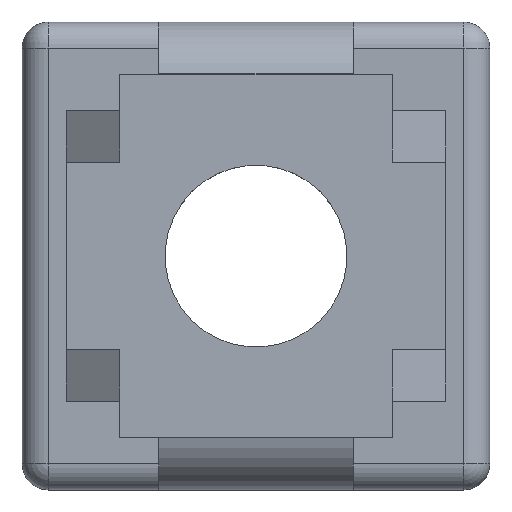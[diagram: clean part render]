
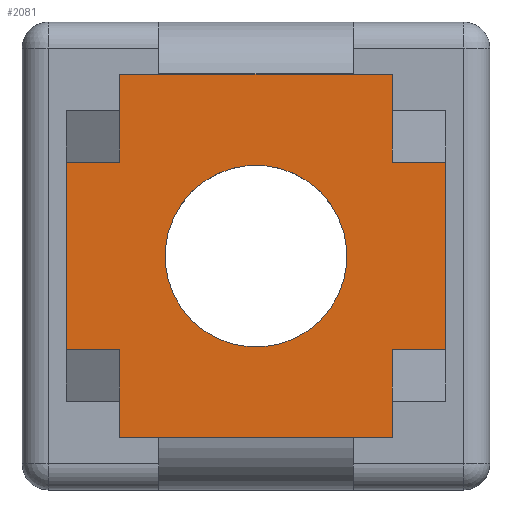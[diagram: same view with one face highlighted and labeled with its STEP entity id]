
A CAD part, top view. The second image highlights one B-rep face of the part: STEP entity #2081.
In plain terms, the highlighted planar face has unit normal (0, 0, 1).
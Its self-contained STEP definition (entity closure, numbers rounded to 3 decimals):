
#1895=CARTESIAN_POINT('',(-21.516,-0.,0.693));
#1896=DIRECTION('',(0.,0.,1.));
#1897=DIRECTION('',(-1.,0.,0.));
#1898=AXIS2_PLACEMENT_3D('',#1895,#1896,#1897);
#1899=PLANE('',#1898);
#1900=CARTESIAN_POINT('',(-14.016,-7.,0.693));
#1901=VERTEX_POINT('',#1900);
#1902=CARTESIAN_POINT('',(-15.266,-7.,0.693));
#1903=VERTEX_POINT('',#1902);
#1904=CARTESIAN_POINT('',(-14.016,-7.,0.693));
#1905=DIRECTION('',(-1.,0.,0.));
#1906=VECTOR('',#1905,1.25);
#1907=LINE('',#1904,#1906);
#1908=EDGE_CURVE('',#1901,#1903,#1907,.T.);
#1909=ORIENTED_EDGE('',*,*,#1908,.F.);
#1910=CARTESIAN_POINT('',(-10.016,-7.,0.693));
#1911=VERTEX_POINT('',#1910);
#1912=CARTESIAN_POINT('',(-10.016,-7.,0.693));
#1913=DIRECTION('',(-1.,0.,0.));
#1914=VECTOR('',#1913,4.);
#1915=LINE('',#1912,#1914);
#1916=EDGE_CURVE('',#1911,#1901,#1915,.T.);
#1917=ORIENTED_EDGE('',*,*,#1916,.F.);
#1918=CARTESIAN_POINT('',(-6.016,-7.,0.693));
#1919=VERTEX_POINT('',#1918);
#1920=CARTESIAN_POINT('',(-6.016,-7.,0.693));
#1921=DIRECTION('',(-1.,0.,0.));
#1922=VECTOR('',#1921,4.);
#1923=LINE('',#1920,#1922);
#1924=EDGE_CURVE('',#1919,#1911,#1923,.T.);
#1925=ORIENTED_EDGE('',*,*,#1924,.F.);
#1926=CARTESIAN_POINT('',(-4.766,-7.,0.693));
#1927=VERTEX_POINT('',#1926);
#1928=CARTESIAN_POINT('',(-4.766,-7.,0.693));
#1929=DIRECTION('',(-1.,0.,0.));
#1930=VECTOR('',#1929,1.25);
#1931=LINE('',#1928,#1930);
#1932=EDGE_CURVE('',#1927,#1919,#1931,.T.);
#1933=ORIENTED_EDGE('',*,*,#1932,.F.);
#1934=CARTESIAN_POINT('',(-4.766,-4.625,0.693));
#1935=VERTEX_POINT('',#1934);
#1936=CARTESIAN_POINT('',(-4.766,-4.625,0.693));
#1937=DIRECTION('',(0.,-1.,0.));
#1938=VECTOR('',#1937,2.375);
#1939=LINE('',#1936,#1938);
#1940=EDGE_CURVE('',#1935,#1927,#1939,.T.);
#1941=ORIENTED_EDGE('',*,*,#1940,.F.);
#1942=CARTESIAN_POINT('',(-4.766,-3.6,0.693));
#1943=VERTEX_POINT('',#1942);
#1944=CARTESIAN_POINT('',(-4.766,-3.6,0.693));
#1945=DIRECTION('',(0.,-1.,0.));
#1946=VECTOR('',#1945,1.025);
#1947=LINE('',#1944,#1946);
#1948=EDGE_CURVE('',#1943,#1935,#1947,.T.);
#1949=ORIENTED_EDGE('',*,*,#1948,.F.);
#1950=CARTESIAN_POINT('',(-2.716,-3.6,0.693));
#1951=VERTEX_POINT('',#1950);
#1952=CARTESIAN_POINT('',(-2.716,-3.6,0.693));
#1953=DIRECTION('',(-1.,0.,0.));
#1954=VECTOR('',#1953,2.05);
#1955=LINE('',#1952,#1954);
#1956=EDGE_CURVE('',#1951,#1943,#1955,.T.);
#1957=ORIENTED_EDGE('',*,*,#1956,.F.);
#1958=CARTESIAN_POINT('',(-2.716,0.,0.693));
#1959=VERTEX_POINT('',#1958);
#1960=CARTESIAN_POINT('',(-2.716,0.,0.693));
#1961=DIRECTION('',(-0.,-1.,0.));
#1962=VECTOR('',#1961,3.6);
#1963=LINE('',#1960,#1962);
#1964=EDGE_CURVE('',#1959,#1951,#1963,.T.);
#1965=ORIENTED_EDGE('',*,*,#1964,.F.);
#1966=CARTESIAN_POINT('',(-2.716,3.6,0.693));
#1967=VERTEX_POINT('',#1966);
#1968=CARTESIAN_POINT('',(-2.716,3.6,0.693));
#1969=DIRECTION('',(-0.,-1.,0.));
#1970=VECTOR('',#1969,3.6);
#1971=LINE('',#1968,#1970);
#1972=EDGE_CURVE('',#1967,#1959,#1971,.T.);
#1973=ORIENTED_EDGE('',*,*,#1972,.F.);
#1974=CARTESIAN_POINT('',(-4.766,3.6,0.693));
#1975=VERTEX_POINT('',#1974);
#1976=CARTESIAN_POINT('',(-4.766,3.6,0.693));
#1977=DIRECTION('',(1.,-0.,-0.));
#1978=VECTOR('',#1977,2.05);
#1979=LINE('',#1976,#1978);
#1980=EDGE_CURVE('',#1975,#1967,#1979,.T.);
#1981=ORIENTED_EDGE('',*,*,#1980,.F.);
#1982=CARTESIAN_POINT('',(-4.766,4.625,0.693));
#1983=VERTEX_POINT('',#1982);
#1984=CARTESIAN_POINT('',(-4.766,4.625,0.693));
#1985=DIRECTION('',(0.,-1.,0.));
#1986=VECTOR('',#1985,1.025);
#1987=LINE('',#1984,#1986);
#1988=EDGE_CURVE('',#1983,#1975,#1987,.T.);
#1989=ORIENTED_EDGE('',*,*,#1988,.F.);
#1990=CARTESIAN_POINT('',(-4.766,7.,0.693));
#1991=VERTEX_POINT('',#1990);
#1992=CARTESIAN_POINT('',(-4.766,7.,0.693));
#1993=DIRECTION('',(0.,-1.,0.));
#1994=VECTOR('',#1993,2.375);
#1995=LINE('',#1992,#1994);
#1996=EDGE_CURVE('',#1991,#1983,#1995,.T.);
#1997=ORIENTED_EDGE('',*,*,#1996,.F.);
#1998=CARTESIAN_POINT('',(-6.016,7.,0.693));
#1999=VERTEX_POINT('',#1998);
#2000=CARTESIAN_POINT('',(-6.016,7.,0.693));
#2001=DIRECTION('',(1.,-0.,-0.));
#2002=VECTOR('',#2001,1.25);
#2003=LINE('',#2000,#2002);
#2004=EDGE_CURVE('',#1999,#1991,#2003,.T.);
#2005=ORIENTED_EDGE('',*,*,#2004,.F.);
#2006=CARTESIAN_POINT('',(-10.016,7.,0.693));
#2007=VERTEX_POINT('',#2006);
#2008=CARTESIAN_POINT('',(-10.016,7.,0.693));
#2009=DIRECTION('',(1.,-0.,-0.));
#2010=VECTOR('',#2009,4.);
#2011=LINE('',#2008,#2010);
#2012=EDGE_CURVE('',#2007,#1999,#2011,.T.);
#2013=ORIENTED_EDGE('',*,*,#2012,.F.);
#2014=CARTESIAN_POINT('',(-14.016,7.,0.693));
#2015=VERTEX_POINT('',#2014);
#2016=CARTESIAN_POINT('',(-14.016,7.,0.693));
#2017=DIRECTION('',(1.,-0.,-0.));
#2018=VECTOR('',#2017,4.);
#2019=LINE('',#2016,#2018);
#2020=EDGE_CURVE('',#2015,#2007,#2019,.T.);
#2021=ORIENTED_EDGE('',*,*,#2020,.F.);
#2022=CARTESIAN_POINT('',(-15.266,7.,0.693));
#2023=VERTEX_POINT('',#2022);
#2024=CARTESIAN_POINT('',(-15.266,7.,0.693));
#2025=DIRECTION('',(1.,-0.,-0.));
#2026=VECTOR('',#2025,1.25);
#2027=LINE('',#2024,#2026);
#2028=EDGE_CURVE('',#2023,#2015,#2027,.T.);
#2029=ORIENTED_EDGE('',*,*,#2028,.F.);
#2030=CARTESIAN_POINT('',(-15.266,3.6,0.693));
#2031=VERTEX_POINT('',#2030);
#2032=CARTESIAN_POINT('',(-15.266,3.6,0.693));
#2033=DIRECTION('',(0.,1.,-0.));
#2034=VECTOR('',#2033,3.4);
#2035=LINE('',#2032,#2034);
#2036=EDGE_CURVE('',#2031,#2023,#2035,.T.);
#2037=ORIENTED_EDGE('',*,*,#2036,.F.);
#2038=CARTESIAN_POINT('',(-17.316,3.6,0.693));
#2039=VERTEX_POINT('',#2038);
#2040=CARTESIAN_POINT('',(-17.316,3.6,0.693));
#2041=DIRECTION('',(1.,-0.,-0.));
#2042=VECTOR('',#2041,2.05);
#2043=LINE('',#2040,#2042);
#2044=EDGE_CURVE('',#2039,#2031,#2043,.T.);
#2045=ORIENTED_EDGE('',*,*,#2044,.F.);
#2046=CARTESIAN_POINT('',(-17.316,-3.6,0.693));
#2047=VERTEX_POINT('',#2046);
#2048=CARTESIAN_POINT('',(-17.316,-3.6,0.693));
#2049=DIRECTION('',(0.,1.,-0.));
#2050=VECTOR('',#2049,7.2);
#2051=LINE('',#2048,#2050);
#2052=EDGE_CURVE('',#2047,#2039,#2051,.T.);
#2053=ORIENTED_EDGE('',*,*,#2052,.F.);
#2054=CARTESIAN_POINT('',(-15.266,-3.6,0.693));
#2055=VERTEX_POINT('',#2054);
#2056=CARTESIAN_POINT('',(-15.266,-3.6,0.693));
#2057=DIRECTION('',(-1.,0.,0.));
#2058=VECTOR('',#2057,2.05);
#2059=LINE('',#2056,#2058);
#2060=EDGE_CURVE('',#2055,#2047,#2059,.T.);
#2061=ORIENTED_EDGE('',*,*,#2060,.F.);
#2062=CARTESIAN_POINT('',(-15.266,-7.,0.693));
#2063=DIRECTION('',(0.,1.,-0.));
#2064=VECTOR('',#2063,3.4);
#2065=LINE('',#2062,#2064);
#2066=EDGE_CURVE('',#1903,#2055,#2065,.T.);
#2067=ORIENTED_EDGE('',*,*,#2066,.F.);
#2068=EDGE_LOOP('',(#1909,#1917,#1925,#1933,#1941,#1949,#1957,#1965,#1973,#1981,#1989,#1997,#2005,#2013,#2021,#2029,#2037,#2045,#2053,#2061,#2067));
#2069=FACE_BOUND('',#2068,.T.);
#2070=CARTESIAN_POINT('',(-7.541,2.475,0.693));
#2071=VERTEX_POINT('',#2070);
#2072=CARTESIAN_POINT('',(-10.016,0.,0.693));
#2073=DIRECTION('',(0.,0.,1.));
#2074=DIRECTION('',(0.707,0.707,-0.));
#2075=AXIS2_PLACEMENT_3D('',#2072,#2073,#2074);
#2076=CIRCLE('',#2075,3.5);
#2077=EDGE_CURVE('',#2071,#2071,#2076,.T.);
#2078=ORIENTED_EDGE('',*,*,#2077,.F.);
#2079=EDGE_LOOP('',(#2078));
#2080=FACE_BOUND('',#2079,.T.);
#2081=ADVANCED_FACE('',(#2069,#2080),#1899,.T.);
